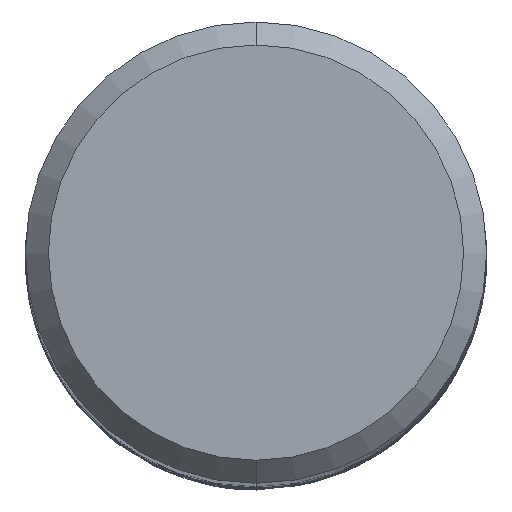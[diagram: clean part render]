
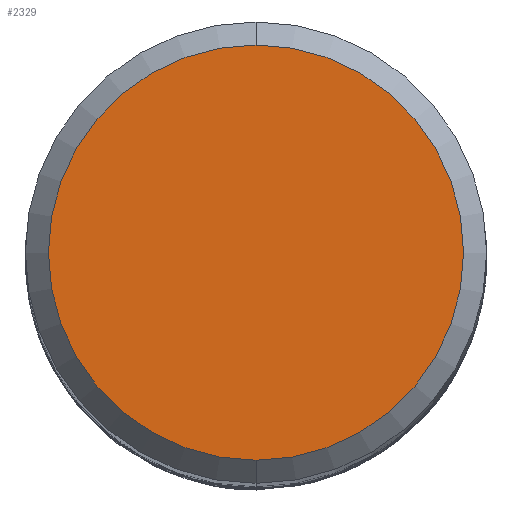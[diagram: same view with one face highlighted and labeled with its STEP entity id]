
A CAD part, top view. The second image highlights one B-rep face of the part: STEP entity #2329.
In plain terms, the highlighted planar face has unit normal (0, 0, 1).
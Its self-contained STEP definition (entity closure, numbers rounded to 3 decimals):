
#1141=VERTEX_POINT('',#3270);
#1593=EDGE_CURVE('',#2823,#1141,#3757,.T.);
#2329=ADVANCED_FACE('',(#4562),#4563,.T.);
#2805=EDGE_CURVE('',#1141,#2823,#5075,.T.);
#2823=VERTEX_POINT('',#5094);
#3270=CARTESIAN_POINT('',(0.,-4.5,0.0));
#3757=CIRCLE('',#12512,4.5);
#4562=FACE_OUTER_BOUND('',#22890,.T.);
#4563=PLANE('',#22891);
#5075=CIRCLE('',#28589,4.5);
#5094=CARTESIAN_POINT('',(0.0,4.5,0.0));
#12512=AXIS2_PLACEMENT_3D('',#34990,#34991,#34992);
#22890=EDGE_LOOP('',(#35856,#35857));
#22891=AXIS2_PLACEMENT_3D('',#35858,#35859,#35860);
#28589=AXIS2_PLACEMENT_3D('',#36351,#36352,#36353);
#34990=CARTESIAN_POINT('',(0.0,0.0,0.0));
#34991=DIRECTION('',(0.0,0.0,-1.0));
#34992=DIRECTION('',(0.0,1.0,0.0));
#35856=ORIENTED_EDGE('',*,*,#1593,.F.);
#35857=ORIENTED_EDGE('',*,*,#2805,.F.);
#35858=CARTESIAN_POINT('',(0.0,2.25,0.0));
#35859=DIRECTION('',(-0.0,0.0,1.0));
#35860=DIRECTION('',(0.0,-1.0,0.0));
#36351=CARTESIAN_POINT('',(0.0,0.0,0.0));
#36352=DIRECTION('',(0.0,0.0,-1.0));
#36353=DIRECTION('',(0.0,1.0,0.0));
